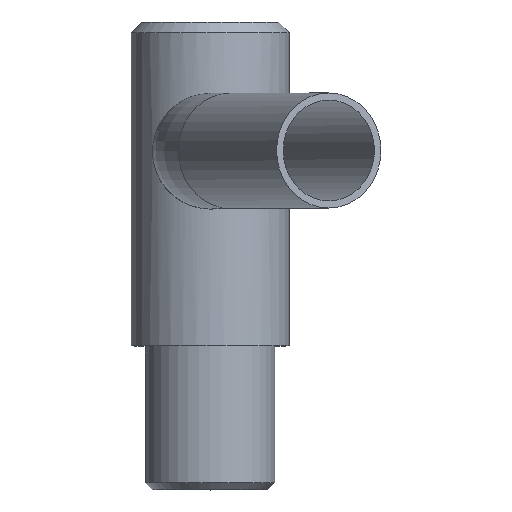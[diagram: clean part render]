
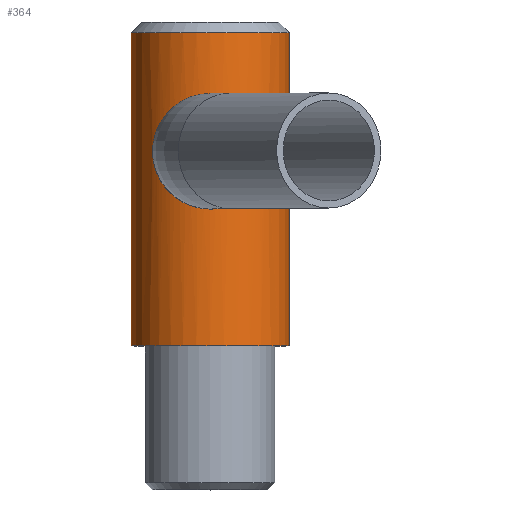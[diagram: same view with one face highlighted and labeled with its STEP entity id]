
A CAD part, top view. The second image highlights one B-rep face of the part: STEP entity #364.
In plain terms, the highlighted cylindrical face has radius 11 mm (diameter 22 mm), a full revolution.
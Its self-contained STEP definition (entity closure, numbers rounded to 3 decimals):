
#19=FACE_BOUND('',#79,.T.);
#29=B_SPLINE_CURVE_WITH_KNOTS('',3,(#603,#604,#605,#606,#607,#608,#609,
#610,#611,#612,#613,#614,#615,#616,#617,#618,#619,#620),.UNSPECIFIED.,.F.,
 .F.,(4,2,2,2,2,2,2,2,4),(1.269,1.584,1.899,
2.219,2.539,2.859,3.179,3.494,
3.808),.UNSPECIFIED.);
#30=B_SPLINE_CURVE_WITH_KNOTS('',3,(#622,#623,#624,#625,#626,#627,#628,
#629,#630,#631),.UNSPECIFIED.,.F.,.F.,(4,2,2,2,4),(5.078,5.398,
5.718,6.033,6.347),.UNSPECIFIED.);
#31=B_SPLINE_CURVE_WITH_KNOTS('',3,(#640,#641,#642,#643,#644,#645,#646,
#647,#648,#649),.UNSPECIFIED.,.F.,.F.,(4,2,2,2,4),(3.808,4.123,
4.438,4.758,5.078),.UNSPECIFIED.);
#44=CYLINDRICAL_SURFACE('',#414,11.);
#57=FACE_OUTER_BOUND('',#78,.T.);
#78=EDGE_LOOP('',(#280,#281,#282,#283,#284,#285));
#79=EDGE_LOOP('',(#286,#287,#288));
#104=LINE('',#662,#118);
#118=VECTOR('',#500,11.);
#136=CIRCLE('',#412,11.);
#137=CIRCLE('',#413,11.);
#138=CIRCLE('',#415,11.);
#139=CIRCLE('',#416,11.);
#164=VERTEX_POINT('',#601);
#165=VERTEX_POINT('',#602);
#166=VERTEX_POINT('',#621);
#171=VERTEX_POINT('',#655);
#172=VERTEX_POINT('',#657);
#173=VERTEX_POINT('',#661);
#174=VERTEX_POINT('',#663);
#204=EDGE_CURVE('',#164,#165,#29,.T.);
#205=EDGE_CURVE('',#166,#164,#30,.T.);
#211=EDGE_CURVE('',#165,#166,#31,.T.);
#215=EDGE_CURVE('',#171,#172,#136,.T.);
#216=EDGE_CURVE('',#172,#171,#137,.T.);
#217=EDGE_CURVE('',#172,#173,#104,.T.);
#218=EDGE_CURVE('',#173,#174,#138,.T.);
#219=EDGE_CURVE('',#174,#173,#139,.T.);
#280=ORIENTED_EDGE('',*,*,#215,.F.);
#281=ORIENTED_EDGE('',*,*,#216,.F.);
#282=ORIENTED_EDGE('',*,*,#217,.T.);
#283=ORIENTED_EDGE('',*,*,#218,.T.);
#284=ORIENTED_EDGE('',*,*,#219,.T.);
#285=ORIENTED_EDGE('',*,*,#217,.F.);
#286=ORIENTED_EDGE('',*,*,#204,.T.);
#287=ORIENTED_EDGE('',*,*,#211,.T.);
#288=ORIENTED_EDGE('',*,*,#205,.T.);
#364=ADVANCED_FACE('',(#57,#19),#44,.T.);
#412=AXIS2_PLACEMENT_3D('',#658,#494,#495);
#413=AXIS2_PLACEMENT_3D('',#659,#496,#497);
#414=AXIS2_PLACEMENT_3D('',#660,#498,#499);
#415=AXIS2_PLACEMENT_3D('',#664,#501,#502);
#416=AXIS2_PLACEMENT_3D('',#665,#503,#504);
#494=DIRECTION('center_axis',(0.,1.,0.));
#495=DIRECTION('ref_axis',(0.,0.,-1.));
#496=DIRECTION('center_axis',(0.,1.,0.));
#497=DIRECTION('ref_axis',(0.,0.,-1.));
#498=DIRECTION('center_axis',(0.,1.,0.));
#499=DIRECTION('ref_axis',(0.,0.,1.));
#500=DIRECTION('',(0.,-1.,0.));
#501=DIRECTION('center_axis',(0.,1.,0.));
#502=DIRECTION('ref_axis',(1.,0.,0.));
#503=DIRECTION('center_axis',(0.,1.,0.));
#504=DIRECTION('ref_axis',(1.,0.,0.));
#601=CARTESIAN_POINT('',(0.,55.,11.));
#602=CARTESIAN_POINT('',(0.,39.,11.));
#603=CARTESIAN_POINT('Ctrl Pts',(0.,55.,11.));
#604=CARTESIAN_POINT('Ctrl Pts',(1.048,55.,11.));
#605=CARTESIAN_POINT('Ctrl Pts',(2.14,54.782,10.838));
#606=CARTESIAN_POINT('Ctrl Pts',(4.102,53.951,10.258));
#607=CARTESIAN_POINT('Ctrl Pts',(4.974,53.339,9.843));
#608=CARTESIAN_POINT('Ctrl Pts',(6.352,51.962,9.017));
#609=CARTESIAN_POINT('Ctrl Pts',(6.955,51.091,8.54));
#610=CARTESIAN_POINT('Ctrl Pts',(7.779,49.147,7.798));
#611=CARTESIAN_POINT('Ctrl Pts',(8.,48.067,7.55));
#612=CARTESIAN_POINT('Ctrl Pts',(8.,45.933,7.55));
#613=CARTESIAN_POINT('Ctrl Pts',(7.779,44.853,7.798));
#614=CARTESIAN_POINT('Ctrl Pts',(6.955,42.909,8.54));
#615=CARTESIAN_POINT('Ctrl Pts',(6.352,42.038,9.017));
#616=CARTESIAN_POINT('Ctrl Pts',(4.974,40.661,9.843));
#617=CARTESIAN_POINT('Ctrl Pts',(4.102,40.049,10.258));
#618=CARTESIAN_POINT('Ctrl Pts',(2.14,39.218,10.838));
#619=CARTESIAN_POINT('Ctrl Pts',(1.048,39.,11.));
#620=CARTESIAN_POINT('Ctrl Pts',(0.,39.,11.));
#621=CARTESIAN_POINT('',(-8.,47.,7.55));
#622=CARTESIAN_POINT('Ctrl Pts',(-8.,47.,7.55));
#623=CARTESIAN_POINT('Ctrl Pts',(-8.,48.067,7.55));
#624=CARTESIAN_POINT('Ctrl Pts',(-7.779,49.147,7.798));
#625=CARTESIAN_POINT('Ctrl Pts',(-6.955,51.091,8.54));
#626=CARTESIAN_POINT('Ctrl Pts',(-6.352,51.962,9.017));
#627=CARTESIAN_POINT('Ctrl Pts',(-4.974,53.339,9.843));
#628=CARTESIAN_POINT('Ctrl Pts',(-4.102,53.951,10.258));
#629=CARTESIAN_POINT('Ctrl Pts',(-2.14,54.782,10.838));
#630=CARTESIAN_POINT('Ctrl Pts',(-1.048,55.,11.));
#631=CARTESIAN_POINT('Ctrl Pts',(0.,55.,11.));
#640=CARTESIAN_POINT('Ctrl Pts',(0.,39.,11.));
#641=CARTESIAN_POINT('Ctrl Pts',(-1.048,39.,11.));
#642=CARTESIAN_POINT('Ctrl Pts',(-2.14,39.218,10.838));
#643=CARTESIAN_POINT('Ctrl Pts',(-4.102,40.049,10.258));
#644=CARTESIAN_POINT('Ctrl Pts',(-4.974,40.661,9.843));
#645=CARTESIAN_POINT('Ctrl Pts',(-6.352,42.038,9.017));
#646=CARTESIAN_POINT('Ctrl Pts',(-6.955,42.909,8.54));
#647=CARTESIAN_POINT('Ctrl Pts',(-7.779,44.853,7.798));
#648=CARTESIAN_POINT('Ctrl Pts',(-8.,45.933,7.55));
#649=CARTESIAN_POINT('Ctrl Pts',(-8.,47.,7.55));
#655=CARTESIAN_POINT('',(0.,63.5,11.));
#657=CARTESIAN_POINT('',(0.,63.5,-11.));
#658=CARTESIAN_POINT('Origin',(0.,63.5,0.));
#659=CARTESIAN_POINT('Origin',(0.,63.5,0.));
#660=CARTESIAN_POINT('Origin',(0.,42.5,0.));
#661=CARTESIAN_POINT('',(0.,20.,-11.));
#662=CARTESIAN_POINT('',(0.,42.5,-11.));
#663=CARTESIAN_POINT('',(0.,20.,11.));
#664=CARTESIAN_POINT('Origin',(0.,20.,0.));
#665=CARTESIAN_POINT('Origin',(0.,20.,0.));
